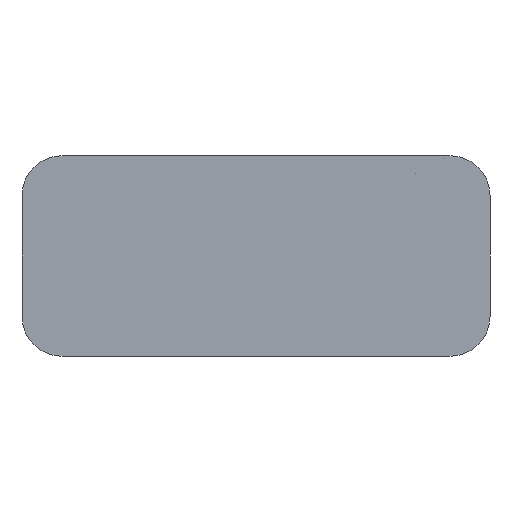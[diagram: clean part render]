
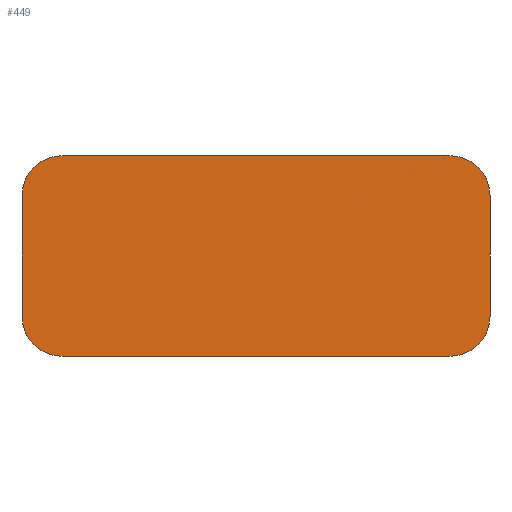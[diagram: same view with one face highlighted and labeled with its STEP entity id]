
A CAD part, front view. The second image highlights one B-rep face of the part: STEP entity #449.
In plain terms, the highlighted planar face has unit normal (0, -1, 0).
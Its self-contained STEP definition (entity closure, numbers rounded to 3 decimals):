
#29=PLANE($,#498);
#46=LINE($,#702,#89);
#47=LINE($,#704,#90);
#71=LINE($,#758,#114);
#72=LINE($,#760,#115);
#89=VECTOR($,#575,29.);
#90=VECTOR($,#578,9.);
#114=VECTOR($,#630,29.);
#115=VECTOR($,#633,9.);
#151=FACE_OUTER_BOUND($,#180,.T.);
#180=EDGE_LOOP($,(#410,#411,#412,#413,#414,#415,#416,#417));
#184=CIRCLE($,#458,3.);
#188=CIRCLE($,#464,3.);
#192=CIRCLE($,#470,3.);
#196=CIRCLE($,#477,3.);
#202=VERTEX_POINT($,#645);
#203=VERTEX_POINT($,#646);
#207=VERTEX_POINT($,#658);
#208=VERTEX_POINT($,#659);
#212=VERTEX_POINT($,#671);
#213=VERTEX_POINT($,#672);
#217=VERTEX_POINT($,#687);
#218=VERTEX_POINT($,#688);
#238=EDGE_CURVE($,#202,#203,#184,.T.);
#244=EDGE_CURVE($,#207,#208,#188,.T.);
#250=EDGE_CURVE($,#212,#213,#192,.T.);
#258=EDGE_CURVE($,#217,#218,#196,.T.);
#267=EDGE_CURVE($,#213,#202,#46,.T.);
#268=EDGE_CURVE($,#218,#212,#47,.T.);
#294=EDGE_CURVE($,#208,#217,#71,.T.);
#295=EDGE_CURVE($,#203,#207,#72,.T.);
#410=ORIENTED_EDGE($,*,*,#238,.F.);
#411=ORIENTED_EDGE($,*,*,#267,.F.);
#412=ORIENTED_EDGE($,*,*,#250,.F.);
#413=ORIENTED_EDGE($,*,*,#268,.F.);
#414=ORIENTED_EDGE($,*,*,#258,.F.);
#415=ORIENTED_EDGE($,*,*,#294,.F.);
#416=ORIENTED_EDGE($,*,*,#244,.F.);
#417=ORIENTED_EDGE($,*,*,#295,.F.);
#449=ADVANCED_FACE($,(#151),#29,.F.);
#458=AXIS2_PLACEMENT_3D($,#647,#511,#512);
#464=AXIS2_PLACEMENT_3D($,#660,#525,#526);
#470=AXIS2_PLACEMENT_3D($,#673,#539,#540);
#477=AXIS2_PLACEMENT_3D($,#689,#557,#558);
#498=AXIS2_PLACEMENT_3D($,#761,#634,#635);
#511=DIRECTION('center_axis',(0.,1.,0.));
#512=DIRECTION('ref_axis',(-0.707,0.,-0.707));
#525=DIRECTION('center_axis',(0.,1.,0.));
#526=DIRECTION('ref_axis',(-0.707,0.,0.707));
#539=DIRECTION('center_axis',(0.,1.,0.));
#540=DIRECTION('ref_axis',(0.707,0.,-0.707));
#557=DIRECTION('center_axis',(0.,1.,0.));
#558=DIRECTION('ref_axis',(0.707,0.,0.707));
#575=DIRECTION($,(-1.,0.,0.));
#578=DIRECTION($,(0.,0.,-1.));
#630=DIRECTION($,(1.,0.,0.));
#633=DIRECTION($,(0.,0.,1.));
#634=DIRECTION('center_axis',(0.,1.,0.));
#635=DIRECTION('ref_axis',(0.,0.,1.));
#645=CARTESIAN_POINT('',(-32.,0.,0.));
#646=CARTESIAN_POINT('',(-35.,0.,3.));
#647=CARTESIAN_POINT('Origin',(-32.,0.,3.));
#658=CARTESIAN_POINT('',(-35.,0.,12.));
#659=CARTESIAN_POINT('',(-32.,0.,15.));
#660=CARTESIAN_POINT('Origin',(-32.,0.,12.));
#671=CARTESIAN_POINT('',(0.,0.,3.));
#672=CARTESIAN_POINT('',(-3.,0.,0.));
#673=CARTESIAN_POINT('Origin',(-3.,0.,3.));
#687=CARTESIAN_POINT('',(-3.,0.,15.));
#688=CARTESIAN_POINT('',(0.,0.,12.));
#689=CARTESIAN_POINT('Origin',(-3.,0.,12.));
#702=CARTESIAN_POINT($,(0.,0.,0.));
#704=CARTESIAN_POINT($,(0.,0.,15.));
#758=CARTESIAN_POINT($,(-35.,0.,15.));
#760=CARTESIAN_POINT($,(-35.,0.,0.));
#761=CARTESIAN_POINT('Origin',(-17.5,0.,7.5));
